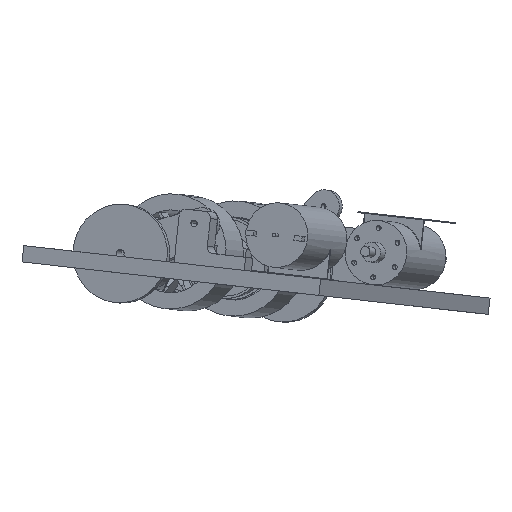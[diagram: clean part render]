
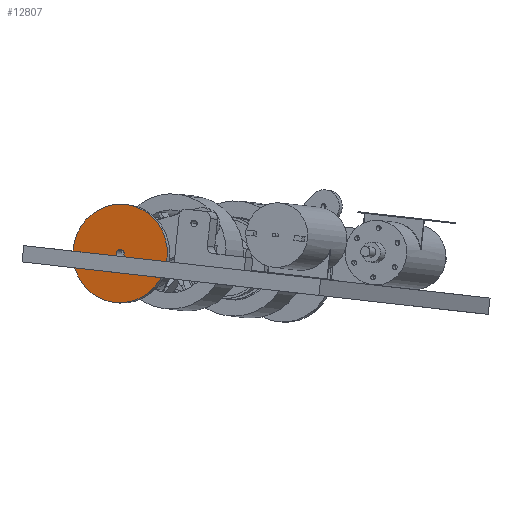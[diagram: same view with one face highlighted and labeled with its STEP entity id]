
A CAD part, front view. The second image highlights one B-rep face of the part: STEP entity #12807.
In plain terms, the highlighted face is planar.
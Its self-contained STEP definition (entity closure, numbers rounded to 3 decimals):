
#361 = DIRECTION ( 'NONE',  ( 0., 0., 1. ) ) ;
#818 = CARTESIAN_POINT ( 'NONE',  ( -1.625, 5., 7.322 ) ) ;
#937 = EDGE_CURVE ( 'NONE', #3262, #9020, #3916, .T. ) ;
#1059 = ORIENTED_EDGE ( 'NONE', *, *, #3660, .T. ) ;
#1356 = CARTESIAN_POINT ( 'NONE',  ( 0., 5., 0. ) ) ;
#1558 = CIRCLE ( 'NONE', #9158, 30. ) ;
#1650 = CARTESIAN_POINT ( 'NONE',  ( 0., 5., 0. ) ) ;
#1661 = ORIENTED_EDGE ( 'NONE', *, *, #5574, .T. ) ;
#1963 = DIRECTION ( 'NONE',  ( 0., 0., -1. ) ) ;
#2038 = DIRECTION ( 'NONE',  ( 0., -1., 0. ) ) ;
#2217 = CARTESIAN_POINT ( 'NONE',  ( 1.625, 5., 7.322 ) ) ;
#2541 = ORIENTED_EDGE ( 'NONE', *, *, #937, .T. ) ;
#2823 = DIRECTION ( 'NONE',  ( 0., 1., 0. ) ) ;
#2866 = AXIS2_PLACEMENT_3D ( 'NONE', #4337, #9685, #12878 ) ;
#2870 = CARTESIAN_POINT ( 'NONE',  ( 0., 5., -30. ) ) ;
#3155 = FACE_BOUND ( 'NONE', #6958, .T. ) ;
#3262 = VERTEX_POINT ( 'NONE', #3434 ) ;
#3434 = CARTESIAN_POINT ( 'NONE',  ( 0., 5., -2.5 ) ) ;
#3660 = EDGE_CURVE ( 'NONE', #11275, #7747, #1558, .T. ) ;
#3690 = CARTESIAN_POINT ( 'NONE',  ( 1.625, 5., 0. ) ) ;
#3916 = CIRCLE ( 'NONE', #8134, 2.5 ) ;
#4028 = CARTESIAN_POINT ( 'NONE',  ( 0., 5., 0. ) ) ;
#4337 = CARTESIAN_POINT ( 'NONE',  ( 0., 5., 0. ) ) ;
#4523 = CARTESIAN_POINT ( 'NONE',  ( -1.625, 5., 0. ) ) ;
#4598 = EDGE_LOOP ( 'NONE', ( #6705, #1059 ) ) ;
#4630 = CARTESIAN_POINT ( 'NONE',  ( 0., 5., 0. ) ) ;
#4839 = LINE ( 'NONE', #3690, #8835 ) ;
#5079 = AXIS2_PLACEMENT_3D ( 'NONE', #1356, #8794, #7641 ) ;
#5131 = CIRCLE ( 'NONE', #2866, 30. ) ;
#5169 = DIRECTION ( 'NONE',  ( 0., 0., 1. ) ) ;
#5364 = CARTESIAN_POINT ( 'NONE',  ( 1.625, 5., 1.9 ) ) ;
#5374 = VERTEX_POINT ( 'NONE', #2217 ) ;
#5574 = EDGE_CURVE ( 'NONE', #10779, #7705, #12691, .T. ) ;
#6057 = DIRECTION ( 'NONE',  ( 0., 0., 1. ) ) ;
#6222 = EDGE_CURVE ( 'NONE', #7705, #3262, #7975, .T. ) ;
#6705 = ORIENTED_EDGE ( 'NONE', *, *, #6865, .T. ) ;
#6865 = EDGE_CURVE ( 'NONE', #7747, #11275, #5131, .T. ) ;
#6886 = DIRECTION ( 'NONE',  ( 0., 0., -1. ) ) ;
#6958 = EDGE_LOOP ( 'NONE', ( #7916, #1661, #9400, #2541, #9947 ) ) ;
#7346 = CARTESIAN_POINT ( 'NONE',  ( -1.625, 5., 1.9 ) ) ;
#7641 = DIRECTION ( 'NONE',  ( 0., 0., -1. ) ) ;
#7705 = VERTEX_POINT ( 'NONE', #7346 ) ;
#7747 = VERTEX_POINT ( 'NONE', #8056 ) ;
#7916 = ORIENTED_EDGE ( 'NONE', *, *, #8187, .T. ) ;
#7975 = CIRCLE ( 'NONE', #5079, 2.5 ) ;
#8056 = CARTESIAN_POINT ( 'NONE',  ( 0., 5., 30. ) ) ;
#8134 = AXIS2_PLACEMENT_3D ( 'NONE', #12692, #2038, #1963 ) ;
#8187 = EDGE_CURVE ( 'NONE', #5374, #10779, #12971, .T. ) ;
#8401 = AXIS2_PLACEMENT_3D ( 'NONE', #4630, #10981, #6886 ) ;
#8496 = AXIS2_PLACEMENT_3D ( 'NONE', #1650, #9403, #5169 ) ;
#8794 = DIRECTION ( 'NONE',  ( 0., -1., 0. ) ) ;
#8835 = VECTOR ( 'NONE', #361, 1000. ) ;
#9020 = VERTEX_POINT ( 'NONE', #5364 ) ;
#9158 = AXIS2_PLACEMENT_3D ( 'NONE', #4028, #2823, #6057 ) ;
#9400 = ORIENTED_EDGE ( 'NONE', *, *, #6222, .T. ) ;
#9403 = DIRECTION ( 'NONE',  ( 0., 1., 0. ) ) ;
#9685 = DIRECTION ( 'NONE',  ( 0., 1., 0. ) ) ;
#9947 = ORIENTED_EDGE ( 'NONE', *, *, #10551, .T. ) ;
#10205 = PLANE ( 'NONE',  #8496 ) ;
#10551 = EDGE_CURVE ( 'NONE', #9020, #5374, #4839, .T. ) ;
#10779 = VERTEX_POINT ( 'NONE', #818 ) ;
#10981 = DIRECTION ( 'NONE',  ( 0., -1., 0. ) ) ;
#11001 = DIRECTION ( 'NONE',  ( 0., 0., -1. ) ) ;
#11275 = VERTEX_POINT ( 'NONE', #2870 ) ;
#12691 = LINE ( 'NONE', #4523, #13716 ) ;
#12692 = CARTESIAN_POINT ( 'NONE',  ( 0., 5., 0. ) ) ;
#12807 = ADVANCED_FACE ( 'NONE', ( #3155, #13861 ), #10205, .T. ) ;
#12878 = DIRECTION ( 'NONE',  ( 0., 0., 1. ) ) ;
#12971 = CIRCLE ( 'NONE', #8401, 7.5 ) ;
#13716 = VECTOR ( 'NONE', #11001, 1000. ) ;
#13861 = FACE_OUTER_BOUND ( 'NONE', #4598, .T. ) ;
